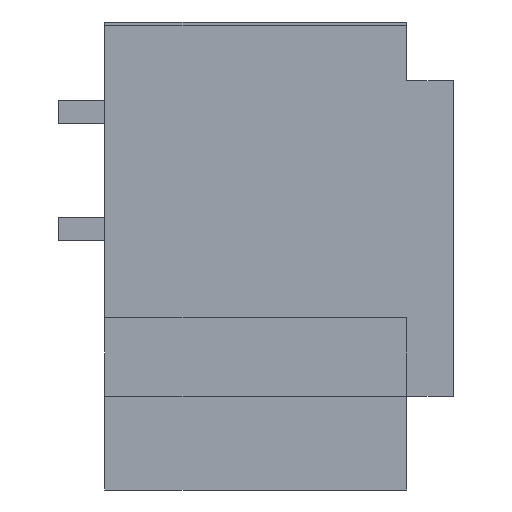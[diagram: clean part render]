
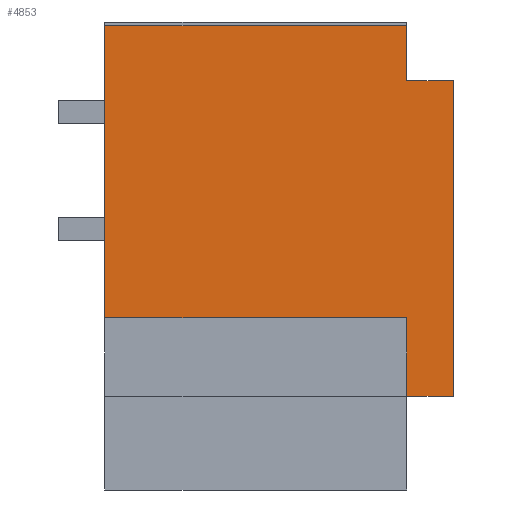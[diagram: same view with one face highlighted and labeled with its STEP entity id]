
A CAD part, left-side view. The second image highlights one B-rep face of the part: STEP entity #4853.
In plain terms, the highlighted planar face has unit normal (-1, 0, 0).
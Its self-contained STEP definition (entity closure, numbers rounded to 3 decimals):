
#46=DIRECTION('',(0.,0.,1.));
#47=VECTOR('',#46,67.283);
#48=CARTESIAN_POINT('',(40.,-297.5,-320.));
#49=LINE('',#48,#47);
#238=DIRECTION('',(0.,0.,1.));
#239=VECTOR('',#238,249.717);
#240=CARTESIAN_POINT('',(40.,-39.5,-252.717));
#241=LINE('',#240,#239);
#1577=DIRECTION('',(0.,1.,0.));
#1578=VECTOR('',#1577,258.);
#1579=CARTESIAN_POINT('',(40.,-297.5,-3.));
#1580=LINE('',#1579,#1578);
#1608=DIRECTION('',(0.,0.,-1.));
#1609=VECTOR('',#1608,269.601);
#1610=CARTESIAN_POINT('',(40.,-337.5,-50.399));
#1611=LINE('',#1610,#1609);
#1612=DIRECTION('',(0.,1.,0.));
#1613=VECTOR('',#1612,258.);
#1614=CARTESIAN_POINT('',(40.,-297.5,-252.717));
#1615=LINE('',#1614,#1613);
#1616=DIRECTION('',(0.,0.,-1.));
#1617=VECTOR('',#1616,47.399);
#1618=CARTESIAN_POINT('',(40.,-297.5,-3.));
#1619=LINE('',#1618,#1617);
#1620=DIRECTION('',(0.,1.,0.));
#1621=VECTOR('',#1620,40.);
#1622=CARTESIAN_POINT('',(40.,-337.5,-50.399));
#1623=LINE('',#1622,#1621);
#1764=DIRECTION('',(0.,1.,0.));
#1765=VECTOR('',#1764,40.);
#1766=CARTESIAN_POINT('',(40.,-337.5,-320.));
#1767=LINE('',#1766,#1765);
#2397=CARTESIAN_POINT('',(40.,-39.5,-252.717));
#2399=VERTEX_POINT('',#2397);
#2400=CARTESIAN_POINT('',(40.,-39.5,-3.));
#2401=VERTEX_POINT('',#2400);
#2442=CARTESIAN_POINT('',(40.,-337.5,-50.399));
#2443=CARTESIAN_POINT('',(40.,-297.5,-50.399));
#2444=VERTEX_POINT('',#2442);
#2445=VERTEX_POINT('',#2443);
#2446=CARTESIAN_POINT('',(40.,-297.5,-3.));
#2447=VERTEX_POINT('',#2446);
#2448=CARTESIAN_POINT('',(40.,-297.5,-320.));
#2449=VERTEX_POINT('',#2448);
#2460=CARTESIAN_POINT('',(40.,-297.5,-252.717));
#2461=VERTEX_POINT('',#2460);
#2462=CARTESIAN_POINT('',(40.,-337.5,-320.));
#2463=VERTEX_POINT('',#2462);
#4835=CARTESIAN_POINT('',(40.,-337.5,-252.717));
#4836=DIRECTION('',(1.,0.,0.));
#4837=DIRECTION('',(0.,0.,1.));
#4838=AXIS2_PLACEMENT_3D('',#4835,#4836,#4837);
#4839=PLANE('',#4838);
#4841=ORIENTED_EDGE('',*,*,#4840,.T.);
#4843=ORIENTED_EDGE('',*,*,#4842,.T.);
#4844=ORIENTED_EDGE('',*,*,#2636,.T.);
#4845=ORIENTED_EDGE('',*,*,#2787,.T.);
#4846=ORIENTED_EDGE('',*,*,#2806,.T.);
#4847=ORIENTED_EDGE('',*,*,#4779,.F.);
#4848=ORIENTED_EDGE('',*,*,#2770,.T.);
#4850=ORIENTED_EDGE('',*,*,#4849,.F.);
#4851=EDGE_LOOP('',(#4841,#4843,#4844,#4845,#4846,#4847,#4848,#4850));
#4852=FACE_OUTER_BOUND('',#4851,.F.);
#4853=ADVANCED_FACE('',(#4852),#4839,.F.);
#2636=EDGE_CURVE('',#2449,#2461,#49,.T.);
#2770=EDGE_CURVE('',#2447,#2445,#1619,.T.);
#2787=EDGE_CURVE('',#2461,#2399,#1615,.T.);
#2806=EDGE_CURVE('',#2399,#2401,#241,.T.);
#4779=EDGE_CURVE('',#2447,#2401,#1580,.T.);
#4840=EDGE_CURVE('',#2444,#2463,#1611,.T.);
#4842=EDGE_CURVE('',#2463,#2449,#1767,.T.);
#4849=EDGE_CURVE('',#2444,#2445,#1623,.T.);
